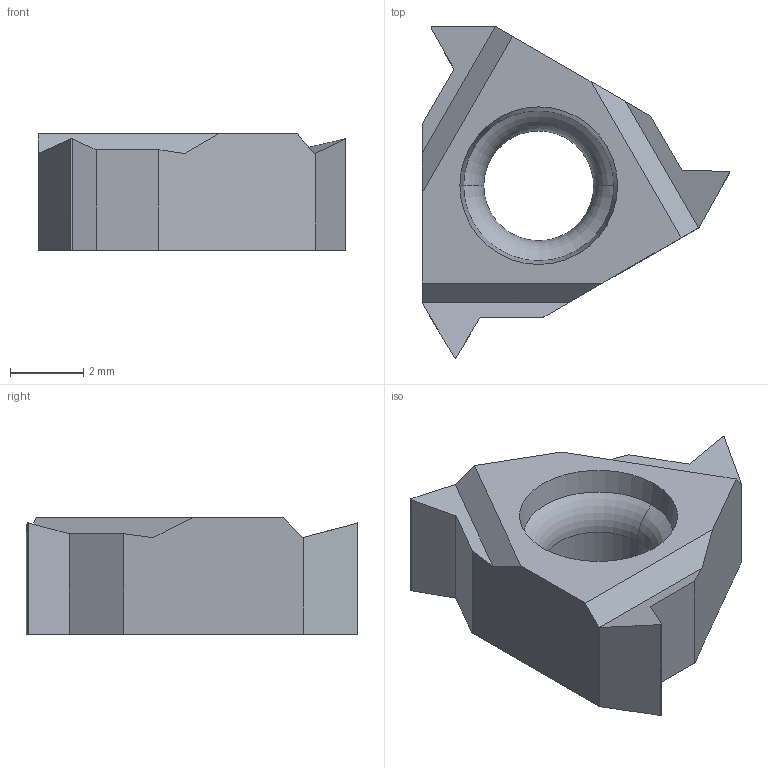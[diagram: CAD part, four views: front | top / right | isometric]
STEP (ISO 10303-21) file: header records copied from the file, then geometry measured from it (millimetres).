
FILE_DESCRIPTION((''),'2;1');
FILE_NAME('MMT11IRA60-S','2021-01-04T13:17:09',('tlyad011'),('PTC Japan'),'CREO PARAMETRIC BY PTC INC, 2018500','CREO PARAMETRIC BY PTC INC, 2018500','');
FILE_SCHEMA(('AUTOMOTIVE_DESIGN { 1 0 10303 214 1 1 1 1 }'));
Length unit declared in the file: millimetre
Products named in the file (1): MMT11IRA60-S
Bounding box: 8.39 x 9.06 x 3.18 mm (x, y, z)
Volume: 110.4 mm3; surface area: 192.3 mm2
Topology: 1 solids, 1 shells, 29 faces, 104 edges, 77 vertices
Faces by surface type: plane 20, cylinder 5, torus 2, cone 2
Entity records: 1485 total; most frequent: CARTESIAN_POINT 221, DIRECTION 175, ORIENTED_EDGE 154, PRESENTATION_STYLE_ASSIGNMENT 107, STYLED_ITEM 107, CURVE_STYLE 106, VECTOR 85, LINE 85
